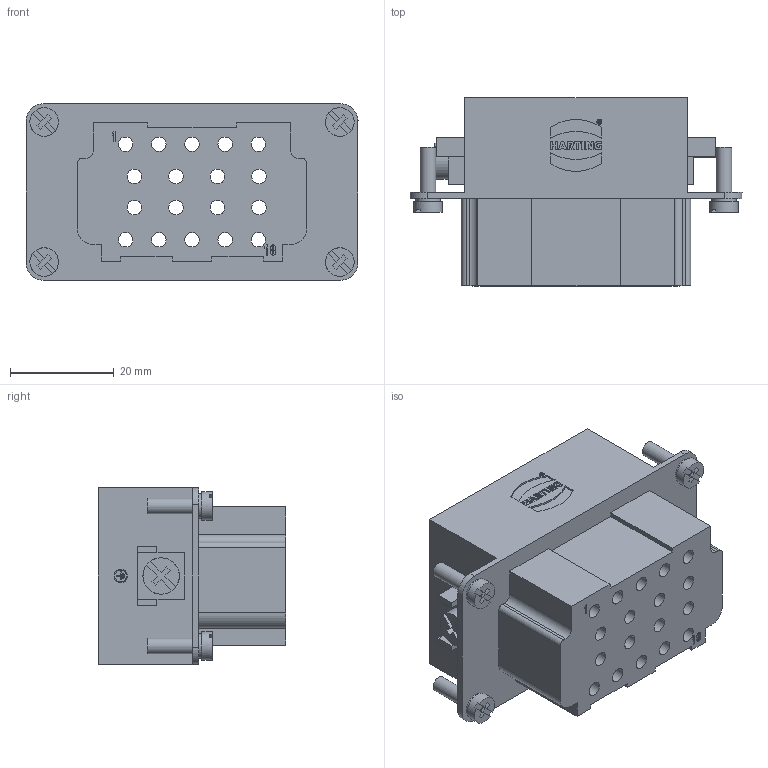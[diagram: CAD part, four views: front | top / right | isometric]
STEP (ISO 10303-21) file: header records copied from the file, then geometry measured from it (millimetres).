
FILE_DESCRIPTION(/* description */ (''),/* implementation_level */ '2;1');
FILE_NAME(/* name */ '100142763ugm000_b.stp',/* time_stamp */ '2017-11-02T07:51:15+01:00',/* author */ (''),/* organization */ (''),/* preprocessor_version */ 'ST-DEVELOPER v16',/* originating_system */ 'SIEMENS PLM Software NX 10.0',/* authorisation */ '');
FILE_SCHEMA (('AUTOMOTIVE_DESIGN { 1 0 10303 214 3 1 1 1 }'));
Length unit declared in the file: millimetre
Products named in the file (1): 100142763ugm000_b
Bounding box: 64 x 36.2 x 34 mm (x, y, z)
Volume: 37600.4 mm3; surface area: 19729.9 mm2
Topology: 1 solids, 1 shells, 560 faces, 1475 edges, 1001 vertices
Faces by surface type: plane 471, cylinder 85, bspline 4
Full cylindrical faces by diameter (mm): 0.753 x1, 0.986 x1, 2.304 x1, 2.56 x1, 2.8 x18, 3 x4, 4 x1, 4.7 x4, 4.8 x18, 5.499 x4, 7 x1
Entity records: 18765 total; most frequent: CARTESIAN_POINT 3025, ORIENTED_EDGE 2842, DIRECTION 2715, EDGE_CURVE 1421, LINE 1221, VECTOR 1221, VERTEX_POINT 982, AXIS2_PLACEMENT_3D 747
